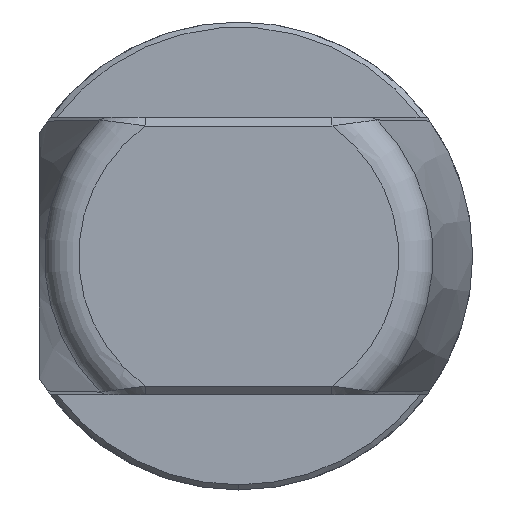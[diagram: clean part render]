
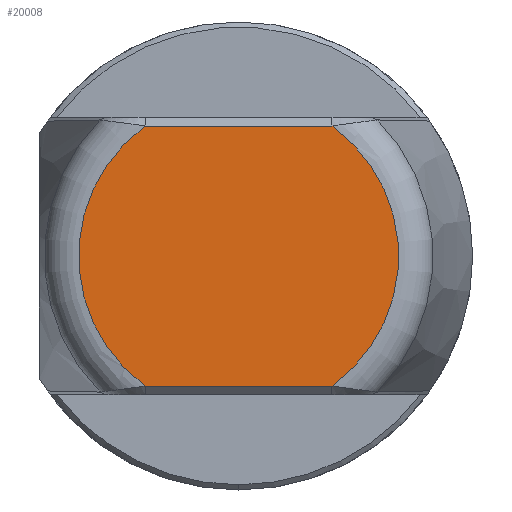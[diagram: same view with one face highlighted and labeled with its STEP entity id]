
A CAD part, left-side view. The second image highlights one B-rep face of the part: STEP entity #20008.
In plain terms, the highlighted face is planar.
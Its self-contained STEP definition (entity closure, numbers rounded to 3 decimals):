
#531 = CARTESIAN_POINT ( 'NONE',  ( 20., 0., 0. ) ) ;
#1949 = EDGE_CURVE ( 'NONE', #8036, #11718, #16581, .T. ) ;
#2048 = EDGE_CURVE ( 'NONE', #8036, #5614, #8735, .T. ) ;
#2412 = VECTOR ( 'NONE', #4458, 1000. ) ;
#3803 = CARTESIAN_POINT ( 'NONE',  ( 20., 4.607, -7.5 ) ) ;
#3814 = ORIENTED_EDGE ( 'NONE', *, *, #8048, .F. ) ;
#4288 = FACE_OUTER_BOUND ( 'NONE', #5532, .T. ) ;
#4458 = DIRECTION ( 'NONE',  ( 0., -1., 0. ) ) ;
#4796 = DIRECTION ( 'NONE',  ( 0., 0., 1. ) ) ;
#5322 = ORIENTED_EDGE ( 'NONE', *, *, #1949, .F. ) ;
#5532 = EDGE_LOOP ( 'NONE', ( #5322, #15963, #3814, #20971 ) ) ;
#5614 = VERTEX_POINT ( 'NONE', #16118 ) ;
#6040 = DIRECTION ( 'NONE',  ( 1., 0., 0. ) ) ;
#7868 = CARTESIAN_POINT ( 'NONE',  ( 20., -5.383, 7.5 ) ) ;
#8036 = VERTEX_POINT ( 'NONE', #8789 ) ;
#8048 = EDGE_CURVE ( 'NONE', #19273, #5614, #8781, .T. ) ;
#8672 = DIRECTION ( 'NONE',  ( -1., 0., 0. ) ) ;
#8735 = LINE ( 'NONE', #3803, #14688 ) ;
#8781 = CIRCLE ( 'NONE', #16826, 9.232 ) ;
#8789 = CARTESIAN_POINT ( 'NONE',  ( 20., -5.383, -7.5 ) ) ;
#9017 = CARTESIAN_POINT ( 'NONE',  ( 20., 5.383, 7.5 ) ) ;
#9605 = CARTESIAN_POINT ( 'NONE',  ( 20., -4.607, 7.5 ) ) ;
#9829 = DIRECTION ( 'NONE',  ( 0., 0., -1. ) ) ;
#9842 = DIRECTION ( 'NONE',  ( -1., 0., 0. ) ) ;
#9940 = AXIS2_PLACEMENT_3D ( 'NONE', #19775, #9842, #4796 ) ;
#10858 = PLANE ( 'NONE',  #14201 ) ;
#10934 = LINE ( 'NONE', #9605, #2412 ) ;
#11718 = VERTEX_POINT ( 'NONE', #7868 ) ;
#12486 = CARTESIAN_POINT ( 'NONE',  ( 20., 9.232, 0. ) ) ;
#14201 = AXIS2_PLACEMENT_3D ( 'NONE', #12486, #6040, #9829 ) ;
#14688 = VECTOR ( 'NONE', #15412, 1000. ) ;
#15412 = DIRECTION ( 'NONE',  ( 0., 1., 0. ) ) ;
#15963 = ORIENTED_EDGE ( 'NONE', *, *, #2048, .T. ) ;
#16118 = CARTESIAN_POINT ( 'NONE',  ( 20., 5.383, -7.5 ) ) ;
#16581 = CIRCLE ( 'NONE', #9940, 9.232 ) ;
#16826 = AXIS2_PLACEMENT_3D ( 'NONE', #531, #8672, #20365 ) ;
#17285 = EDGE_CURVE ( 'NONE', #19273, #11718, #10934, .T. ) ;
#19273 = VERTEX_POINT ( 'NONE', #9017 ) ;
#19775 = CARTESIAN_POINT ( 'NONE',  ( 20., 0., 0. ) ) ;
#20008 = ADVANCED_FACE ( 'NONE', ( #4288 ), #10858, .T. ) ;
#20365 = DIRECTION ( 'NONE',  ( 0., 0., 1. ) ) ;
#20971 = ORIENTED_EDGE ( 'NONE', *, *, #17285, .T. ) ;
